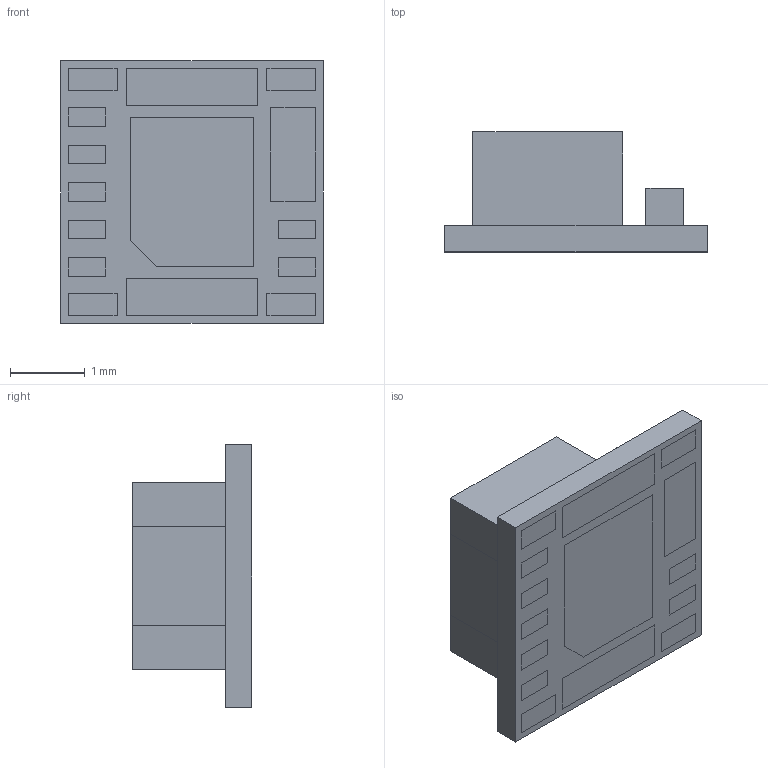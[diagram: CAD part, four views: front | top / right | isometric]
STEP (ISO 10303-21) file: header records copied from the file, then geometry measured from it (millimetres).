
FILE_DESCRIPTION (( 'STEP AP214' ), '1' );
FILE_NAME ('SIT15.STEP', '2024-04-17T06:33:30', ( '' ), ( '' ), 'SwSTEP 2.0', 'SolidWorks 2021', '' );
FILE_SCHEMA (( 'AUTOMOTIVE_DESIGN' ));
Length unit declared in the file: millimetre
Products named in the file (1): SIT15
Bounding box: 3.5 x 1.6 x 3.5 mm (x, y, z)
Volume: 10.9 mm3; surface area: 88.2 mm2
Topology: 26 solids, 26 shells, 234 faces, 498 edges, 332 vertices
Faces by surface type: plane 230, cylinder 4
Entity records: 7430 total; most frequent: CARTESIAN_POINT 1065, ORIENTED_EDGE 996, DIRECTION 976, EDGE_CURVE 498, VECTOR 490, LINE 490, VERTEX_POINT 332, EDGE_LOOP 250
